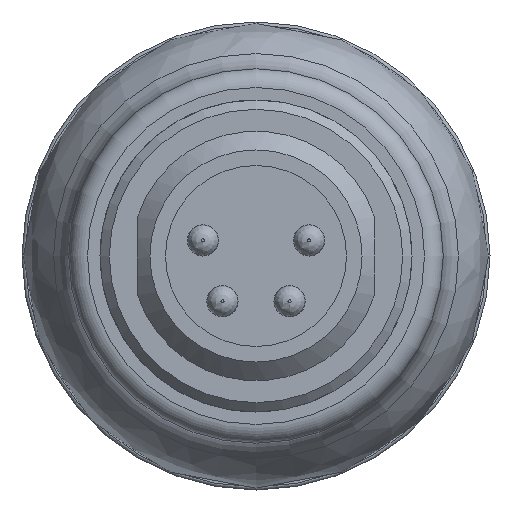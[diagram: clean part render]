
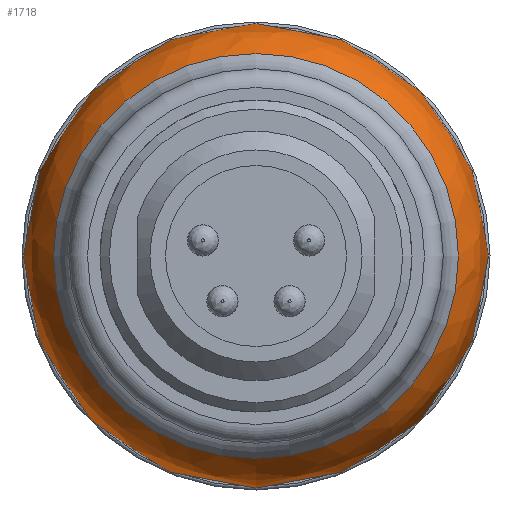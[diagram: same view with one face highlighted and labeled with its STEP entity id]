
A CAD part, left-side view. The second image highlights one B-rep face of the part: STEP entity #1718.
In plain terms, the highlighted free-form (B-spline) face has degree [2, 2] with [3, 9] control points.
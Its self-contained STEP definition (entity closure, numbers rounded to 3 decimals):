
#283=(
BOUNDED_CURVE()
B_SPLINE_CURVE(2,(#3188,#3189,#3190),.UNSPECIFIED.,.F.,.F.)
B_SPLINE_CURVE_WITH_KNOTS((3,3),(-0.713,0.713),
 .UNSPECIFIED.)
CURVE()
GEOMETRIC_REPRESENTATION_ITEM()
RATIONAL_B_SPLINE_CURVE((1.,0.756,1.))
REPRESENTATION_ITEM($)
);
#288=(
BOUNDED_SURFACE()
B_SPLINE_SURFACE(2,2,((#3160,#3161,#3162,#3163,#3164,#3165,#3166,#3167,
#3168),(#3169,#3170,#3171,#3172,#3173,#3174,#3175,#3176,#3177),(#3178,#3179,
#3180,#3181,#3182,#3183,#3184,#3185,#3186)),.UNSPECIFIED.,.F.,.T.,.F.)
B_SPLINE_SURFACE_WITH_KNOTS((3,3),(3,2,2,2,3),(-0.713,0.713),
(-3.142,-1.571,0.,1.571,3.142),
 .UNSPECIFIED.)
GEOMETRIC_REPRESENTATION_ITEM()
RATIONAL_B_SPLINE_SURFACE(((1.,0.707,1.,0.707,1.,
0.707,1.,0.707,1.),(0.756,0.535,
0.756,0.535,0.756,0.535,
0.756,0.535,0.756),(1.,0.707,
1.,0.707,1.,0.707,1.,0.707,1.)))
REPRESENTATION_ITEM($)
SURFACE()
);
#445=FACE_OUTER_BOUND($,#602,.T.);
#602=EDGE_LOOP($,(#1554,#1555,#1556,#1557,#1558,#1559));
#718=CIRCLE($,#1935,6.487);
#719=CIRCLE($,#1936,6.487);
#720=CIRCLE($,#1937,6.487);
#721=CIRCLE($,#1938,6.487);
#879=VERTEX_POINT($,#3156);
#880=VERTEX_POINT($,#3157);
#881=VERTEX_POINT($,#3187);
#882=VERTEX_POINT($,#3191);
#1107=EDGE_CURVE($,#879,#880,#718,.T.);
#1108=EDGE_CURVE($,#880,#879,#719,.T.);
#1109=EDGE_CURVE($,#880,#881,#283,.T.);
#1110=EDGE_CURVE($,#881,#882,#720,.T.);
#1111=EDGE_CURVE($,#882,#881,#721,.T.);
#1554=ORIENTED_EDGE($,*,*,#1107,.F.);
#1555=ORIENTED_EDGE($,*,*,#1108,.F.);
#1556=ORIENTED_EDGE($,*,*,#1109,.T.);
#1557=ORIENTED_EDGE($,*,*,#1110,.T.);
#1558=ORIENTED_EDGE($,*,*,#1111,.T.);
#1559=ORIENTED_EDGE($,*,*,#1109,.F.);
#1718=ADVANCED_FACE($,(#445),#288,.F.);
#1935=AXIS2_PLACEMENT_3D($,#3158,#2439,#2440);
#1936=AXIS2_PLACEMENT_3D($,#3159,#2441,#2442);
#1937=AXIS2_PLACEMENT_3D($,#3192,#2443,#2444);
#1938=AXIS2_PLACEMENT_3D($,#3193,#2445,#2446);
#2439=DIRECTION('center_axis',(1.,0.,0.));
#2440=DIRECTION('ref_axis',(0.,1.,0.));
#2441=DIRECTION('center_axis',(1.,0.,0.));
#2442=DIRECTION('ref_axis',(0.,1.,0.));
#2443=DIRECTION('center_axis',(1.,0.,0.));
#2444=DIRECTION('ref_axis',(0.,1.,0.));
#2445=DIRECTION('center_axis',(1.,0.,0.));
#2446=DIRECTION('ref_axis',(0.,1.,0.));
#3156=CARTESIAN_POINT('',(2.484,5.487,0.));
#3157=CARTESIAN_POINT('',(2.484,-1.,-6.487));
#3158=CARTESIAN_POINT('Origin',(2.484,-1.,0.));
#3159=CARTESIAN_POINT('Origin',(2.484,-1.,0.));
#3160=CARTESIAN_POINT('Ctrl Pts',(2.484,-1.,-6.487));
#3161=CARTESIAN_POINT('Ctrl Pts',(2.484,-7.487,-6.487));
#3162=CARTESIAN_POINT('Ctrl Pts',(2.484,-7.487,0.));
#3163=CARTESIAN_POINT('Ctrl Pts',(2.484,-7.487,6.487));
#3164=CARTESIAN_POINT('Ctrl Pts',(2.484,-1.,6.487));
#3165=CARTESIAN_POINT('Ctrl Pts',(2.484,5.487,6.487));
#3166=CARTESIAN_POINT('Ctrl Pts',(2.484,5.487,0.));
#3167=CARTESIAN_POINT('Ctrl Pts',(2.484,5.487,-6.487));
#3168=CARTESIAN_POINT('Ctrl Pts',(2.484,-1.,-6.487));
#3169=CARTESIAN_POINT('Ctrl Pts',(-0.1,-1.,
-8.723));
#3170=CARTESIAN_POINT('Ctrl Pts',(-0.1,-9.723,
-8.723));
#3171=CARTESIAN_POINT('Ctrl Pts',(-0.1,-9.723,
0.));
#3172=CARTESIAN_POINT('Ctrl Pts',(-0.1,-9.723,
8.723));
#3173=CARTESIAN_POINT('Ctrl Pts',(-0.1,-1.,
8.723));
#3174=CARTESIAN_POINT('Ctrl Pts',(-0.1,7.723,
8.723));
#3175=CARTESIAN_POINT('Ctrl Pts',(-0.1,7.723,
0.));
#3176=CARTESIAN_POINT('Ctrl Pts',(-0.1,7.723,-8.723));
#3177=CARTESIAN_POINT('Ctrl Pts',(-0.1,-1.,
-8.723));
#3178=CARTESIAN_POINT('Ctrl Pts',(-2.684,-1.,
-6.487));
#3179=CARTESIAN_POINT('Ctrl Pts',(-2.684,-7.487,-6.487));
#3180=CARTESIAN_POINT('Ctrl Pts',(-2.684,-7.487,0.));
#3181=CARTESIAN_POINT('Ctrl Pts',(-2.684,-7.487,6.487));
#3182=CARTESIAN_POINT('Ctrl Pts',(-2.684,-1.,
6.487));
#3183=CARTESIAN_POINT('Ctrl Pts',(-2.684,5.487,6.487));
#3184=CARTESIAN_POINT('Ctrl Pts',(-2.684,5.487,0.));
#3185=CARTESIAN_POINT('Ctrl Pts',(-2.684,5.487,-6.487));
#3186=CARTESIAN_POINT('Ctrl Pts',(-2.684,-1.,
-6.487));
#3187=CARTESIAN_POINT('',(-2.684,-1.,-6.487));
#3188=CARTESIAN_POINT('Ctrl Pts',(2.484,-1.,-6.487));
#3189=CARTESIAN_POINT('Ctrl Pts',(-0.1,-1.,
-8.723));
#3190=CARTESIAN_POINT('Ctrl Pts',(-2.684,-1.,
-6.487));
#3191=CARTESIAN_POINT('',(-2.684,5.487,0.));
#3192=CARTESIAN_POINT('Origin',(-2.684,-1.,0.));
#3193=CARTESIAN_POINT('Origin',(-2.684,-1.,0.));
